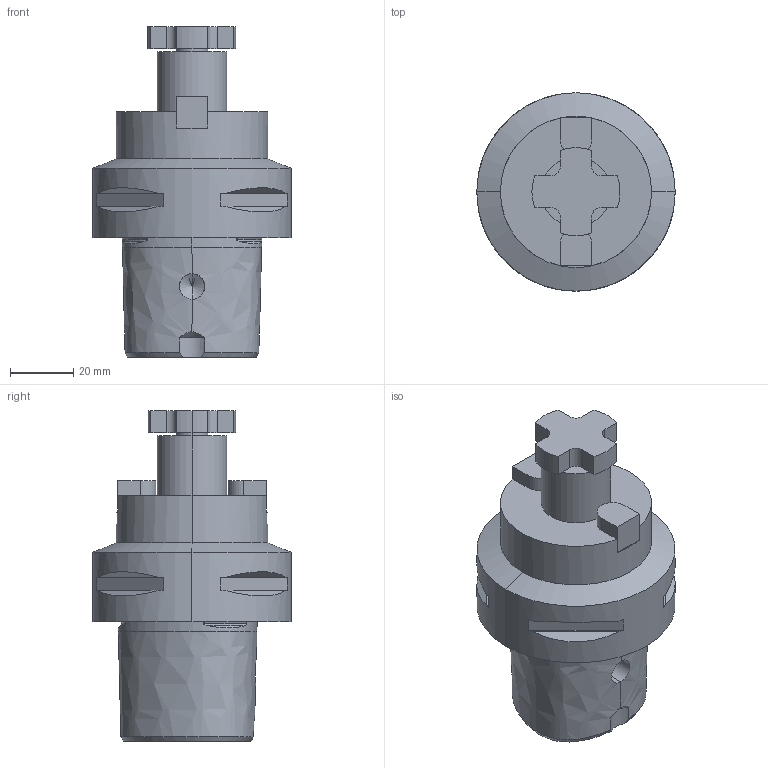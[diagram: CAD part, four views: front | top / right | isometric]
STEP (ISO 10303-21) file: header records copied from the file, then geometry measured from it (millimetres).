
FILE_DESCRIPTION (( 'STEP AP203' ), '1' );
FILE_NAME ('143.157.22.040.STEP', '2017-01-19T09:45:14', ( '' ), ( '' ), 'SwSTEP 2.0', 'SolidWorks 2015', '' );
FILE_SCHEMA (( 'CONFIG_CONTROL_DESIGN' ));
Length unit declared in the file: millimetre
Products named in the file (1): 143.157.22.040
Bounding box: 63 x 63 x 105 mm (x, y, z)
Volume: 142751.4 mm3; surface area: 25409.2 mm2
Topology: 1 solids, 1 shells, 117 faces, 289 edges, 180 vertices
Faces by surface type: plane 52, cylinder 32, cone 18, torus 9, bspline 6
Entity records: 5934 total; most frequent: CARTESIAN_POINT 3140, ORIENTED_EDGE 570, DIRECTION 565, EDGE_CURVE 285, AXIS2_PLACEMENT_3D 221, VERTEX_POINT 180, EDGE_LOOP 129, VECTOR 123
